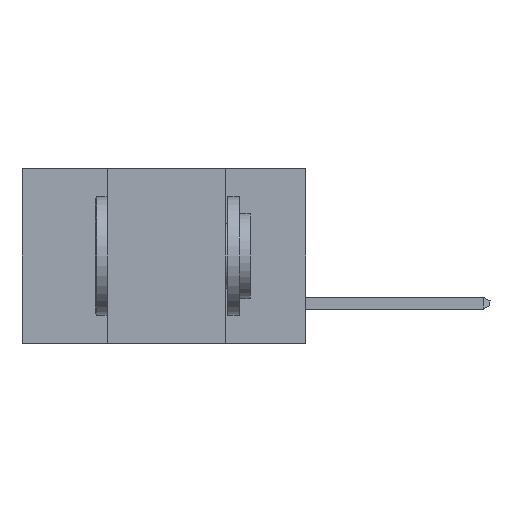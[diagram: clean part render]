
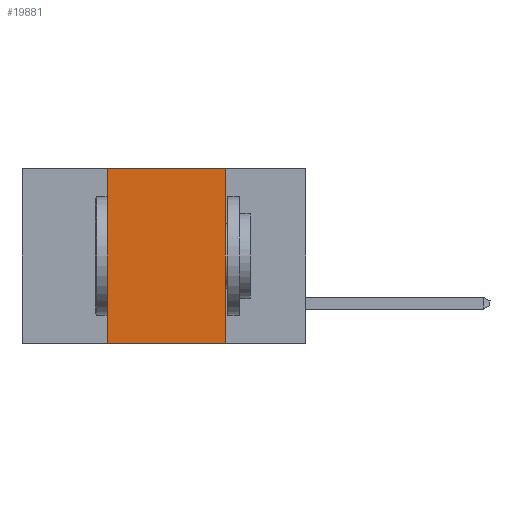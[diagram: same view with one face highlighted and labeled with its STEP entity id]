
A CAD part, left-side view. The second image highlights one B-rep face of the part: STEP entity #19881.
In plain terms, the highlighted planar face has unit normal (-1, 0, 0).
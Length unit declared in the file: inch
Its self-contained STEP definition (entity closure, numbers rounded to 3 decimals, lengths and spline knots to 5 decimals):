
#548 = EDGE_CURVE ( 'NONE', #20761, #30888, #11070, .T. ) ;
#1119 = FACE_OUTER_BOUND ( 'NONE', #9856, .T. ) ;
#2069 = CARTESIAN_POINT ( 'NONE',  ( 0., 0.17, 0. ) ) ;
#2265 = LINE ( 'NONE', #27961, #21227 ) ;
#2497 = DIRECTION ( 'NONE',  ( 0., -1., 0. ) ) ;
#2561 = CARTESIAN_POINT ( 'NONE',  ( 0., 0.17, 0. ) ) ;
#4984 = VERTEX_POINT ( 'NONE', #18668 ) ;
#5746 = CARTESIAN_POINT ( 'NONE',  ( 0., 0.6, 0. ) ) ;
#6926 = VECTOR ( 'NONE', #28127, 39.37008 ) ;
#7349 = CARTESIAN_POINT ( 'NONE',  ( 0., 0.42, -0.37 ) ) ;
#8494 = EDGE_CURVE ( 'NONE', #20761, #4984, #2265, .T. ) ;
#9734 = ORIENTED_EDGE ( 'NONE', *, *, #19979, .F. ) ;
#9856 = EDGE_LOOP ( 'NONE', ( #30944, #9734, #24059, #27040 ) ) ;
#9898 = VECTOR ( 'NONE', #21725, 39.37008 ) ;
#11070 = LINE ( 'NONE', #29350, #28136 ) ;
#11331 = AXIS2_PLACEMENT_3D ( 'NONE', #5746, #23034, #30098 ) ;
#11946 = DIRECTION ( 'NONE',  ( 0., 0., 1. ) ) ;
#15425 = PLANE ( 'NONE',  #11331 ) ;
#18668 = CARTESIAN_POINT ( 'NONE',  ( 0., 0.42, 0. ) ) ;
#19881 = ADVANCED_FACE ( 'NONE', ( #1119 ), #15425, .F. ) ;
#19979 = EDGE_CURVE ( 'NONE', #4984, #29771, #26217, .T. ) ;
#20761 = VERTEX_POINT ( 'NONE', #7349 ) ;
#21227 = VECTOR ( 'NONE', #11946, 39.37008 ) ;
#21533 = LINE ( 'NONE', #2069, #9898 ) ;
#21725 = DIRECTION ( 'NONE',  ( 0., 0., -1. ) ) ;
#22077 = CARTESIAN_POINT ( 'NONE',  ( 0., 0.17, -0.37 ) ) ;
#23034 = DIRECTION ( 'NONE',  ( 1., 0., 0. ) ) ;
#23148 = CARTESIAN_POINT ( 'NONE',  ( 0., 0.6, 0. ) ) ;
#24059 = ORIENTED_EDGE ( 'NONE', *, *, #8494, .F. ) ;
#26217 = LINE ( 'NONE', #23148, #6926 ) ;
#27040 = ORIENTED_EDGE ( 'NONE', *, *, #548, .T. ) ;
#27961 = CARTESIAN_POINT ( 'NONE',  ( 0., 0.42, 0. ) ) ;
#28127 = DIRECTION ( 'NONE',  ( 0., -1., 0. ) ) ;
#28136 = VECTOR ( 'NONE', #2497, 39.37008 ) ;
#29350 = CARTESIAN_POINT ( 'NONE',  ( 0., 0.6, -0.37 ) ) ;
#29771 = VERTEX_POINT ( 'NONE', #2561 ) ;
#30098 = DIRECTION ( 'NONE',  ( 0., 0., -1. ) ) ;
#30888 = VERTEX_POINT ( 'NONE', #22077 ) ;
#30944 = ORIENTED_EDGE ( 'NONE', *, *, #31432, .F. ) ;
#31432 = EDGE_CURVE ( 'NONE', #29771, #30888, #21533, .T. ) ;
